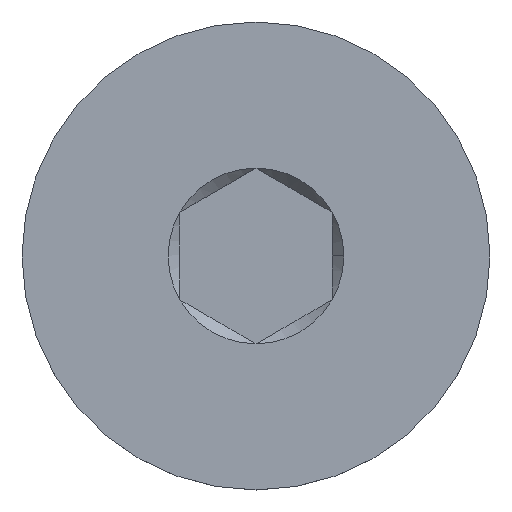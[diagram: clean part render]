
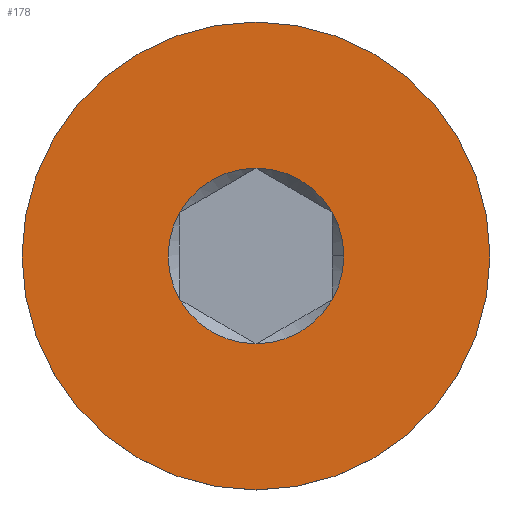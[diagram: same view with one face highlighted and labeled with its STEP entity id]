
A CAD part, top view. The second image highlights one B-rep face of the part: STEP entity #178.
In plain terms, the highlighted planar face has unit normal (0, 0, 1).
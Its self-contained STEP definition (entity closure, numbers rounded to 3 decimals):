
#85 = EDGE_CURVE ( 'NONE', #3358, #3316, #3722, .T. ) ;
#86 = EDGE_CURVE ( 'NONE', #3389, #3388, #3724, .T. ) ;
#87 = EDGE_CURVE ( 'NONE', #3402, #3389, #3721, .T. ) ;
#88 = EDGE_CURVE ( 'NONE', #3391, #3402, #3725, .T. ) ;
#89 = EDGE_CURVE ( 'NONE', #3407, #3391, #3726, .T. ) ;
#90 = EDGE_CURVE ( 'NONE', #3384, #3407, #3727, .T. ) ;
#91 = EDGE_CURVE ( 'NONE', #3388, #3328, #3728, .T. ) ;
#112 = AXIS2_PLACEMENT_3D ( 'NONE', #734, #735, #736 ) ;
#113 = AXIS2_PLACEMENT_3D ( 'NONE', #737, #738, #739 ) ;
#114 = AXIS2_PLACEMENT_3D ( 'NONE', #740, #741, #742 ) ;
#115 = AXIS2_PLACEMENT_3D ( 'NONE', #743, #744, #745 ) ;
#116 = AXIS2_PLACEMENT_3D ( 'NONE', #746, #747, #748 ) ;
#117 = AXIS2_PLACEMENT_3D ( 'NONE', #749, #750, #751 ) ;
#118 = AXIS2_PLACEMENT_3D ( 'NONE', #754, #755, #756 ) ;
#140 = AXIS2_PLACEMENT_3D ( 'NONE', #878, #883, #884 ) ;
#178 = ADVANCED_FACE ( 'NONE', ( #3789, #3795 ), #881, .T. ) ;
#734 = CARTESIAN_POINT ( 'NONE',  ( 0., 0., 0. ) ) ;
#735 = DIRECTION ( 'NONE',  ( 0., 0., 1. ) ) ;
#736 = DIRECTION ( 'NONE',  ( 0., -1., 0. ) ) ;
#737 = CARTESIAN_POINT ( 'NONE',  ( 0., 0., 0. ) ) ;
#738 = DIRECTION ( 'NONE',  ( 0., 0., 1. ) ) ;
#739 = DIRECTION ( 'NONE',  ( 1., 0., 0. ) ) ;
#740 = CARTESIAN_POINT ( 'NONE',  ( 0., 0., 0. ) ) ;
#741 = DIRECTION ( 'NONE',  ( 0., 0., 1. ) ) ;
#742 = DIRECTION ( 'NONE',  ( 1., 0., 0. ) ) ;
#743 = CARTESIAN_POINT ( 'NONE',  ( 0., 0., 0. ) ) ;
#744 = DIRECTION ( 'NONE',  ( 0., 0., 1. ) ) ;
#745 = DIRECTION ( 'NONE',  ( 1., 0., 0. ) ) ;
#746 = CARTESIAN_POINT ( 'NONE',  ( 0., 0., 0. ) ) ;
#747 = DIRECTION ( 'NONE',  ( 0., 0., 1. ) ) ;
#748 = DIRECTION ( 'NONE',  ( 1., 0., 0. ) ) ;
#749 = CARTESIAN_POINT ( 'NONE',  ( 0., 0., 0. ) ) ;
#750 = DIRECTION ( 'NONE',  ( 0., 0., 1. ) ) ;
#751 = DIRECTION ( 'NONE',  ( 1., 0., 0. ) ) ;
#754 = CARTESIAN_POINT ( 'NONE',  ( 0., 0., 0. ) ) ;
#755 = DIRECTION ( 'NONE',  ( 0., 0., 1. ) ) ;
#756 = DIRECTION ( 'NONE',  ( 1., 0., 0. ) ) ;
#878 = CARTESIAN_POINT ( 'NONE',  ( 0., -1., 0. ) ) ;
#881 = PLANE ( 'NONE',  #140 ) ;
#883 = DIRECTION ( 'NONE',  ( 0., 0., 1. ) ) ;
#884 = DIRECTION ( 'NONE',  ( 0., -1., 0. ) ) ;
#1672 = AXIS2_PLACEMENT_3D ( 'NONE', #3007, #3008, #3009 ) ;
#1681 = AXIS2_PLACEMENT_3D ( 'NONE', #3077, #3078, #3079 ) ;
#1764 = ORIENTED_EDGE ( 'NONE', *, *, #91, .F. ) ;
#1765 = ORIENTED_EDGE ( 'NONE', *, *, #4317, .F. ) ;
#1802 = ORIENTED_EDGE ( 'NONE', *, *, #90, .F. ) ;
#1822 = ORIENTED_EDGE ( 'NONE', *, *, #86, .F. ) ;
#1824 = ORIENTED_EDGE ( 'NONE', *, *, #85, .T. ) ;
#1825 = ORIENTED_EDGE ( 'NONE', *, *, #4333, .T. ) ;
#1873 = ORIENTED_EDGE ( 'NONE', *, *, #87, .F. ) ;
#1874 = ORIENTED_EDGE ( 'NONE', *, *, #88, .F. ) ;
#1888 = ORIENTED_EDGE ( 'NONE', *, *, #89, .F. ) ;
#1972 = EDGE_LOOP ( 'NONE', ( #1825, #1824 ) ) ;
#2219 = EDGE_LOOP ( 'NONE', ( #1822, #1873, #1874, #1888, #1802, #1765, #1764 ) ) ;
#2355 = CARTESIAN_POINT ( 'NONE',  ( 0., -2., 0. ) ) ;
#2367 = CARTESIAN_POINT ( 'NONE',  ( 0.751, 0., 0. ) ) ;
#2397 = CARTESIAN_POINT ( 'NONE',  ( 0., 2., 0. ) ) ;
#2423 = CARTESIAN_POINT ( 'NONE',  ( 0.65, 0.375, 0. ) ) ;
#2427 = CARTESIAN_POINT ( 'NONE',  ( 0.65, -0.375, 0. ) ) ;
#2428 = CARTESIAN_POINT ( 'NONE',  ( 0., -0.751, 0. ) ) ;
#2430 = CARTESIAN_POINT ( 'NONE',  ( -0.65, 0.375, 0. ) ) ;
#2441 = CARTESIAN_POINT ( 'NONE',  ( -0.65, -0.375, 0. ) ) ;
#2446 = CARTESIAN_POINT ( 'NONE',  ( 0., 0.751, 0. ) ) ;
#3007 = CARTESIAN_POINT ( 'NONE',  ( 0., 0., 0. ) ) ;
#3008 = DIRECTION ( 'NONE',  ( 0., 0., 1. ) ) ;
#3009 = DIRECTION ( 'NONE',  ( 1., 0., 0. ) ) ;
#3077 = CARTESIAN_POINT ( 'NONE',  ( 0., 0., 0. ) ) ;
#3078 = DIRECTION ( 'NONE',  ( 0., 0., 1. ) ) ;
#3079 = DIRECTION ( 'NONE',  ( 0., -1., 0. ) ) ;
#3316 = VERTEX_POINT ( 'NONE', #2355 ) ;
#3328 = VERTEX_POINT ( 'NONE', #2367 ) ;
#3358 = VERTEX_POINT ( 'NONE', #2397 ) ;
#3384 = VERTEX_POINT ( 'NONE', #2423 ) ;
#3388 = VERTEX_POINT ( 'NONE', #2427 ) ;
#3389 = VERTEX_POINT ( 'NONE', #2428 ) ;
#3391 = VERTEX_POINT ( 'NONE', #2430 ) ;
#3402 = VERTEX_POINT ( 'NONE', #2441 ) ;
#3407 = VERTEX_POINT ( 'NONE', #2446 ) ;
#3721 = CIRCLE ( 'NONE', #114, 0.751 ) ;
#3722 = CIRCLE ( 'NONE', #112, 2. ) ;
#3724 = CIRCLE ( 'NONE', #113, 0.751 ) ;
#3725 = CIRCLE ( 'NONE', #115, 0.751 ) ;
#3726 = CIRCLE ( 'NONE', #116, 0.751 ) ;
#3727 = CIRCLE ( 'NONE', #117, 0.751 ) ;
#3728 = CIRCLE ( 'NONE', #118, 0.751 ) ;
#3789 = FACE_BOUND ( 'NONE', #2219, .T. ) ;
#3795 = FACE_OUTER_BOUND ( 'NONE', #1972, .T. ) ;
#4101 = CIRCLE ( 'NONE', #1672, 0.751 ) ;
#4118 = CIRCLE ( 'NONE', #1681, 2. ) ;
#4317 = EDGE_CURVE ( 'NONE', #3328, #3384, #4101, .T. ) ;
#4333 = EDGE_CURVE ( 'NONE', #3316, #3358, #4118, .T. ) ;
